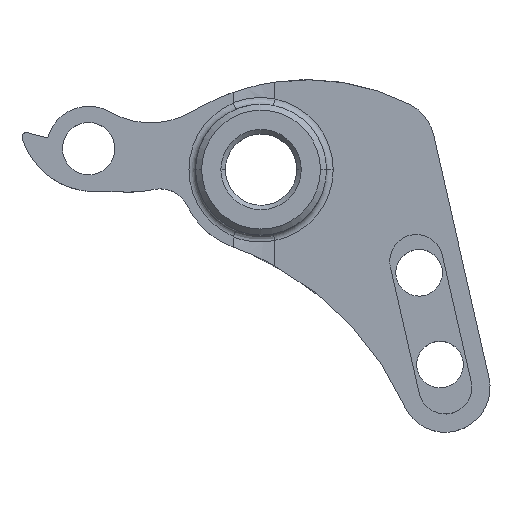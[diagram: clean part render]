
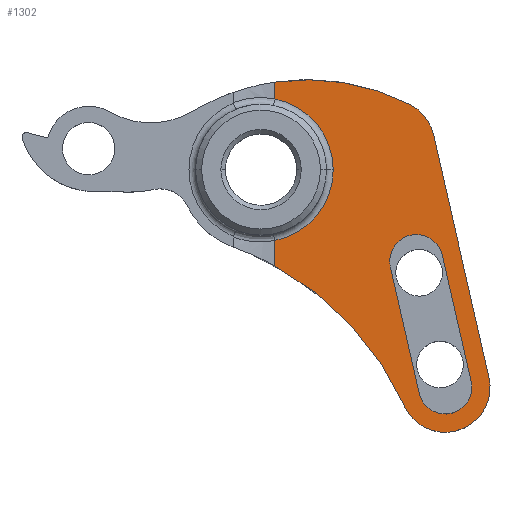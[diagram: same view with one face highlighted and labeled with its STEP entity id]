
A CAD part, top view. The second image highlights one B-rep face of the part: STEP entity #1302.
In plain terms, the highlighted planar face has unit normal (0, 0, 1).
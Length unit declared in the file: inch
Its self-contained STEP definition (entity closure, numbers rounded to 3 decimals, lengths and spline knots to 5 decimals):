
#13 = DIRECTION ( 'NONE',  ( 1., 0., 0. ) ) ;
#20 = ORIENTED_EDGE ( 'NONE', *, *, #837, .T. ) ;
#22 = AXIS2_PLACEMENT_3D ( 'NONE', #368, #1750, #1058 ) ;
#67 = CIRCLE ( 'NONE', #1259, 1.5 ) ;
#102 = CARTESIAN_POINT ( 'NONE',  ( 4.71228, -1.16943, 0.2756 ) ) ;
#117 = ORIENTED_EDGE ( 'NONE', *, *, #1353, .T. ) ;
#140 = EDGE_LOOP ( 'NONE', ( #1466, #663, #470, #265, #1068 ) ) ;
#146 = CARTESIAN_POINT ( 'NONE',  ( 4.71228, -1.12598, 0.2756 ) ) ;
#149 = CIRCLE ( 'NONE', #902, 2. ) ;
#154 = DIRECTION ( 'NONE',  ( 1., 0., 0. ) ) ;
#155 = CIRCLE ( 'NONE', #1404, 0.4825 ) ;
#163 = DIRECTION ( 'NONE',  ( 0., -1., 0. ) ) ;
#174 = EDGE_CURVE ( 'NONE', #856, #572, #67, .T. ) ;
#175 = CARTESIAN_POINT ( 'NONE',  ( 4.71228, -0.25655, 0.2756 ) ) ;
#200 = CARTESIAN_POINT ( 'NONE',  ( 5.7751, -0.41724, 0.2756 ) ) ;
#220 = CARTESIAN_POINT ( 'NONE',  ( 4.71228, -1.29446, 0.2756 ) ) ;
#248 = ORIENTED_EDGE ( 'NONE', *, *, #285, .T. ) ;
#252 = LINE ( 'NONE', #102, #1329 ) ;
#255 = CARTESIAN_POINT ( 'NONE',  ( 4.62131, -0.65214, 0.2756 ) ) ;
#259 = CARTESIAN_POINT ( 'NONE',  ( 5.85313, -2.10824, 0.2756 ) ) ;
#265 = ORIENTED_EDGE ( 'NONE', *, *, #1209, .T. ) ;
#277 = DIRECTION ( 'NONE',  ( 1., 0., 0. ) ) ;
#279 = VECTOR ( 'NONE', #1757, 39.37008 ) ;
#285 = EDGE_CURVE ( 'NONE', #1424, #1402, #1550, .T. ) ;
#288 = DIRECTION ( 'NONE',  ( 1., 0., 0. ) ) ;
#289 = ORIENTED_EDGE ( 'NONE', *, *, #1410, .T. ) ;
#296 = CARTESIAN_POINT ( 'NONE',  ( 5.83407, -1.22434, 0.2756 ) ) ;
#308 = ORIENTED_EDGE ( 'NONE', *, *, #523, .T. ) ;
#314 = CARTESIAN_POINT ( 'NONE',  ( 3.75498, -3.05047, 0.2756 ) ) ;
#338 = VERTEX_POINT ( 'NONE', #220 ) ;
#347 = ORIENTED_EDGE ( 'NONE', *, *, #174, .T. ) ;
#368 = CARTESIAN_POINT ( 'NONE',  ( 5.85313, -2.10824, 0.2756 ) ) ;
#417 = AXIS2_PLACEMENT_3D ( 'NONE', #1292, #725, #851 ) ;
#422 = VERTEX_POINT ( 'NONE', #1316 ) ;
#455 = VERTEX_POINT ( 'NONE', #1200 ) ;
#469 = VECTOR ( 'NONE', #1747, 39.37008 ) ;
#470 = ORIENTED_EDGE ( 'NONE', *, *, #571, .T. ) ;
#523 = EDGE_CURVE ( 'NONE', #1402, #1118, #155, .T. ) ;
#548 = DIRECTION ( 'NONE',  ( 0., 0., -1. ) ) ;
#552 = CARTESIAN_POINT ( 'NONE',  ( 5.85313, -2.10824, 0.2756 ) ) ;
#557 = EDGE_LOOP ( 'NONE', ( #1212, #248, #308, #1606, #289, #20, #1149, #117, #347 ) ) ;
#560 = DIRECTION ( 'NONE',  ( 1., 0., 0. ) ) ;
#561 = DIRECTION ( 'NONE',  ( 0., 0., 1. ) ) ;
#565 = VERTEX_POINT ( 'NONE', #1519 ) ;
#571 = EDGE_CURVE ( 'NONE', #1051, #1348, #676, .T. ) ;
#572 = VERTEX_POINT ( 'NONE', #1281 ) ;
#584 = CARTESIAN_POINT ( 'NONE',  ( 6.14561, -2.04152, 0.2756 ) ) ;
#603 = CARTESIAN_POINT ( 'NONE',  ( 5.66053, -1.26393, 0.2756 ) ) ;
#620 = CARTESIAN_POINT ( 'NONE',  ( 6.02667, -2.06865, 0.2756 ) ) ;
#624 = VERTEX_POINT ( 'NONE', #584 ) ;
#663 = ORIENTED_EDGE ( 'NONE', *, *, #1217, .T. ) ;
#676 = CIRCLE ( 'NONE', #907, 0.178 ) ;
#697 = CARTESIAN_POINT ( 'NONE',  ( 5.48261, -0.48396, 0.2756 ) ) ;
#712 = VERTEX_POINT ( 'NONE', #200 ) ;
#725 = DIRECTION ( 'NONE',  ( 0., 0., -1. ) ) ;
#777 = CARTESIAN_POINT ( 'NONE',  ( 5.7751, -0.41724, 0.2756 ) ) ;
#803 = DIRECTION ( 'NONE',  ( 1., 0., 0. ) ) ;
#837 = EDGE_CURVE ( 'NONE', #1528, #624, #1360, .T. ) ;
#842 = CARTESIAN_POINT ( 'NONE',  ( 4.71228, -0.17829, 0.2756 ) ) ;
#843 = CIRCLE ( 'NONE', #1724, 0.178 ) ;
#851 = DIRECTION ( 'NONE',  ( 1., 0., 0. ) ) ;
#856 = VERTEX_POINT ( 'NONE', #943 ) ;
#863 = DIRECTION ( 'NONE',  ( 1., 0., 0. ) ) ;
#898 = AXIS2_PLACEMENT_3D ( 'NONE', #697, #561, #154 ) ;
#899 = DIRECTION ( 'NONE',  ( 1., 0., 0. ) ) ;
#902 = AXIS2_PLACEMENT_3D ( 'NONE', #314, #1401, #863 ) ;
#904 = EDGE_CURVE ( 'NONE', #1118, #338, #252, .T. ) ;
#907 = AXIS2_PLACEMENT_3D ( 'NONE', #1556, #1127, #13 ) ;
#908 = LINE ( 'NONE', #620, #469 ) ;
#929 = CIRCLE ( 'NONE', #898, 0.3 ) ;
#943 = CARTESIAN_POINT ( 'NONE',  ( 5.62035, -0.21745, 0.2756 ) ) ;
#988 = VECTOR ( 'NONE', #1123, 39.37008 ) ;
#1006 = CARTESIAN_POINT ( 'NONE',  ( 5.67958, -2.14783, 0.2756 ) ) ;
#1050 = AXIS2_PLACEMENT_3D ( 'NONE', #259, #1782, #277 ) ;
#1051 = VERTEX_POINT ( 'NONE', #1541 ) ;
#1058 = DIRECTION ( 'NONE',  ( 1., 0., 0. ) ) ;
#1068 = ORIENTED_EDGE ( 'NONE', *, *, #1407, .T. ) ;
#1112 = CIRCLE ( 'NONE', #1257, 0.178 ) ;
#1114 = DIRECTION ( 'NONE',  ( 0., 0., -1. ) ) ;
#1118 = VERTEX_POINT ( 'NONE', #146 ) ;
#1123 = DIRECTION ( 'NONE',  ( -0.222, 0.975, 0. ) ) ;
#1127 = DIRECTION ( 'NONE',  ( 0., 0., -1. ) ) ;
#1139 = CARTESIAN_POINT ( 'NONE',  ( 5.10381, -0.65214, 0.2756 ) ) ;
#1149 = ORIENTED_EDGE ( 'NONE', *, *, #1623, .T. ) ;
#1200 = CARTESIAN_POINT ( 'NONE',  ( 5.67958, -2.14783, 0.2756 ) ) ;
#1209 = EDGE_CURVE ( 'NONE', #1348, #565, #908, .T. ) ;
#1212 = ORIENTED_EDGE ( 'NONE', *, *, #1350, .T. ) ;
#1217 = EDGE_CURVE ( 'NONE', #422, #1051, #843, .T. ) ;
#1257 = AXIS2_PLACEMENT_3D ( 'NONE', #552, #1114, #288 ) ;
#1258 = LINE ( 'NONE', #1006, #988 ) ;
#1259 = AXIS2_PLACEMENT_3D ( 'NONE', #1537, #1522, #560 ) ;
#1281 = CARTESIAN_POINT ( 'NONE',  ( 4.71228, -0.06614, 0.2756 ) ) ;
#1292 = CARTESIAN_POINT ( 'NONE',  ( 4.62131, -0.65214, 0.2756 ) ) ;
#1302 = ADVANCED_FACE ( 'NONE', ( #1504, #1661 ), #1375, .T. ) ;
#1316 = CARTESIAN_POINT ( 'NONE',  ( 5.48699, -1.30351, 0.2756 ) ) ;
#1329 = VECTOR ( 'NONE', #1804, 39.37008 ) ;
#1348 = VERTEX_POINT ( 'NONE', #296 ) ;
#1350 = EDGE_CURVE ( 'NONE', #572, #1424, #1420, .T. ) ;
#1353 = EDGE_CURVE ( 'NONE', #712, #856, #929, .T. ) ;
#1360 = CIRCLE ( 'NONE', #22, 0.3 ) ;
#1371 = EDGE_CURVE ( 'NONE', #455, #422, #1258, .T. ) ;
#1375 = PLANE ( 'NONE',  #1050 ) ;
#1401 = DIRECTION ( 'NONE',  ( 0., 0., -1. ) ) ;
#1402 = VERTEX_POINT ( 'NONE', #1139 ) ;
#1404 = AXIS2_PLACEMENT_3D ( 'NONE', #255, #548, #803 ) ;
#1407 = EDGE_CURVE ( 'NONE', #565, #455, #1112, .T. ) ;
#1410 = EDGE_CURVE ( 'NONE', #338, #1528, #149, .T. ) ;
#1420 = LINE ( 'NONE', #175, #1687 ) ;
#1424 = VERTEX_POINT ( 'NONE', #842 ) ;
#1452 = CARTESIAN_POINT ( 'NONE',  ( 5.57946, -2.23114, 0.2756 ) ) ;
#1466 = ORIENTED_EDGE ( 'NONE', *, *, #1371, .T. ) ;
#1477 = LINE ( 'NONE', #777, #279 ) ;
#1504 = FACE_BOUND ( 'NONE', #140, .T. ) ;
#1519 = CARTESIAN_POINT ( 'NONE',  ( 6.02667, -2.06865, 0.2756 ) ) ;
#1522 = DIRECTION ( 'NONE',  ( 0., 0., 1. ) ) ;
#1528 = VERTEX_POINT ( 'NONE', #1452 ) ;
#1537 = CARTESIAN_POINT ( 'NONE',  ( 4.93167, -1.55001, 0.2756 ) ) ;
#1541 = CARTESIAN_POINT ( 'NONE',  ( 5.48253, -1.26393, 0.2756 ) ) ;
#1550 = CIRCLE ( 'NONE', #417, 0.4825 ) ;
#1556 = CARTESIAN_POINT ( 'NONE',  ( 5.66053, -1.26393, 0.2756 ) ) ;
#1606 = ORIENTED_EDGE ( 'NONE', *, *, #904, .T. ) ;
#1623 = EDGE_CURVE ( 'NONE', #624, #712, #1477, .T. ) ;
#1661 = FACE_OUTER_BOUND ( 'NONE', #557, .T. ) ;
#1687 = VECTOR ( 'NONE', #163, 39.37008 ) ;
#1724 = AXIS2_PLACEMENT_3D ( 'NONE', #603, #1735, #899 ) ;
#1735 = DIRECTION ( 'NONE',  ( 0., 0., -1. ) ) ;
#1747 = DIRECTION ( 'NONE',  ( 0.222, -0.975, 0. ) ) ;
#1750 = DIRECTION ( 'NONE',  ( 0., 0., 1. ) ) ;
#1757 = DIRECTION ( 'NONE',  ( -0.222, 0.975, 0. ) ) ;
#1782 = DIRECTION ( 'NONE',  ( 0., 0., 1. ) ) ;
#1804 = DIRECTION ( 'NONE',  ( 0., -1., 0. ) ) ;
